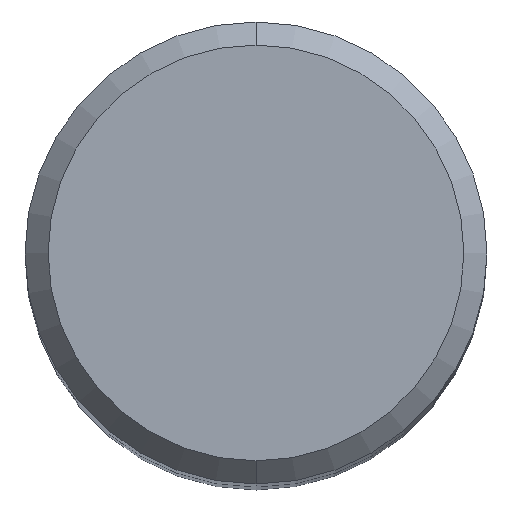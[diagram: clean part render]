
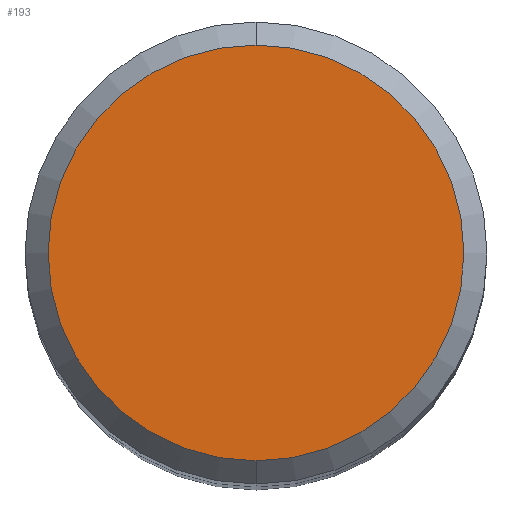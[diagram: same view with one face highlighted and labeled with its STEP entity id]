
A CAD part, top view. The second image highlights one B-rep face of the part: STEP entity #193.
In plain terms, the highlighted planar face has unit normal (0, 0, 1).
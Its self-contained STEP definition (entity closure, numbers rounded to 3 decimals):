
#193=ADVANCED_FACE('',(#484),#485,.T.);
#287=EDGE_CURVE('',#403,#369,#588,.T.);
#353=EDGE_CURVE('',#369,#403,#661,.T.);
#369=VERTEX_POINT('',#679);
#403=VERTEX_POINT('',#719);
#484=FACE_OUTER_BOUND('',#813,.T.);
#485=PLANE('',#814);
#588=CIRCLE('',#1055,5.4);
#661=CIRCLE('',#1215,5.4);
#679=CARTESIAN_POINT('',(0.,-5.4,0.));
#719=CARTESIAN_POINT('',(0.0,5.4,0.));
#813=EDGE_LOOP('',(#1448,#1449));
#814=AXIS2_PLACEMENT_3D('',#1450,#1451,#1452);
#1055=AXIS2_PLACEMENT_3D('',#1567,#1568,#1569);
#1215=AXIS2_PLACEMENT_3D('',#1650,#1651,#1652);
#1448=ORIENTED_EDGE('',*,*,#287,.F.);
#1449=ORIENTED_EDGE('',*,*,#353,.F.);
#1450=CARTESIAN_POINT('',(0.0,2.7,0.));
#1451=DIRECTION('',(-0.0,0.0,1.0));
#1452=DIRECTION('',(0.0,-1.0,0.0));
#1567=CARTESIAN_POINT('',(0.0,0.0,0.));
#1568=DIRECTION('',(0.0,0.0,-1.0));
#1569=DIRECTION('',(0.0,1.0,0.0));
#1650=CARTESIAN_POINT('',(0.0,0.0,0.));
#1651=DIRECTION('',(0.0,0.0,-1.0));
#1652=DIRECTION('',(0.0,1.0,0.0));
